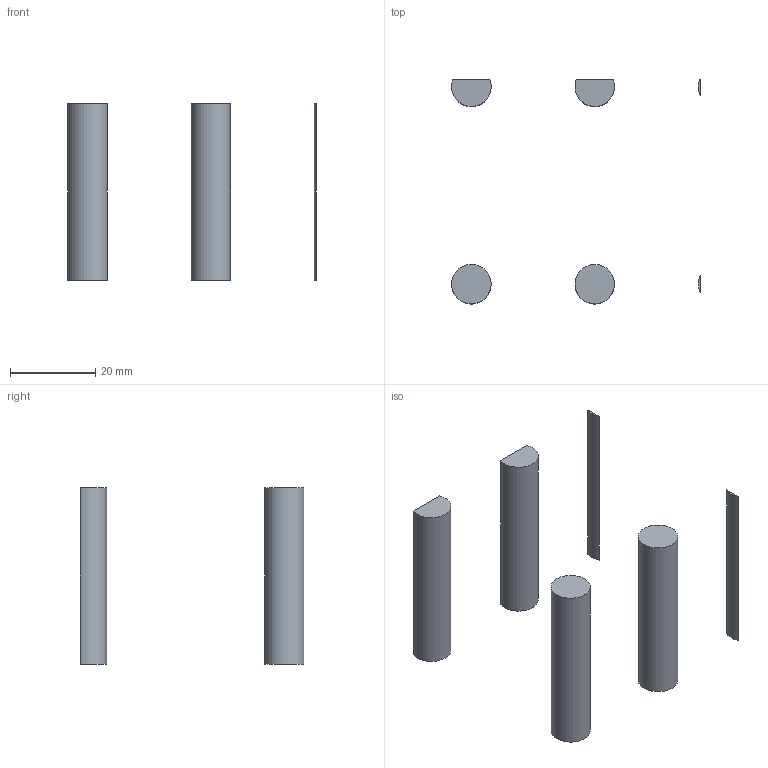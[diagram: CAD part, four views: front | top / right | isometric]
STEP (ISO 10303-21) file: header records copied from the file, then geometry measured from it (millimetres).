
FILE_DESCRIPTION(('Open CASCADE Model'),'2;1');
FILE_NAME('Open CASCADE Shape Model','2026-02-27T17:56:32',('Author'),( 'Open CASCADE'),'Open CASCADE STEP processor 7.9','Open CASCADE 7.9' ,'Unknown');
FILE_SCHEMA(('AUTOMOTIVE_DESIGN { 1 0 10303 214 1 1 1 1 }'));
Length unit declared in the file: millimetre
Products named in the file (7): Open CASCADE STEP translator 7.9 10; Open CASCADE STEP translator 7.9 10.1; Open CASCADE STEP translator 7.9 10.2; Open CASCADE STEP translator 7.9 10.3; Open CASCADE STEP translator 7.9 10.4; Open CASCADE STEP translator 7.9 10.5; Open CASCADE STEP translator 7.9 10.6
Assembly tree (6 placements, depth 2):
  Open CASCADE STEP translator 7.9 10
    Open CASCADE STEP translator 7.9 10.1
    Open CASCADE STEP translator 7.9 10.2
    Open CASCADE STEP translator 7.9 10.3
    Open CASCADE STEP translator 7.9 10.4
    Open CASCADE STEP translator 7.9 10.5
    Open CASCADE STEP translator 7.9 10.6
Bounding box: 58.46 x 52.66 x 41.41 mm (x, y, z)
Volume: 9719.9 mm3; surface area: 5732.1 mm2
Topology: 6 solids, 6 shells, 25 faces, 39 edges, 26 vertices
Faces by surface type: plane 17, cylinder 8
Full cylindrical faces by diameter (mm): 9.282 x2
Entity records: 1168 total; most frequent: CARTESIAN_POINT 191, DIRECTION 181, ORIENTED_EDGE 78, PCURVE 78, DEFINITIONAL_REPRESENTATION 78, LINE 69, VECTOR 69, AXIS2_PLACEMENT_3D 48
